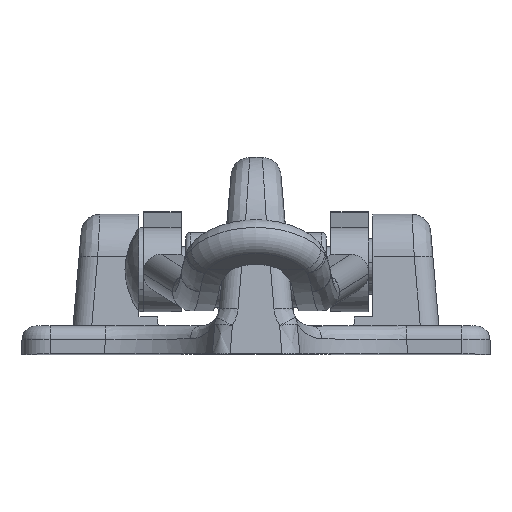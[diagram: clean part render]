
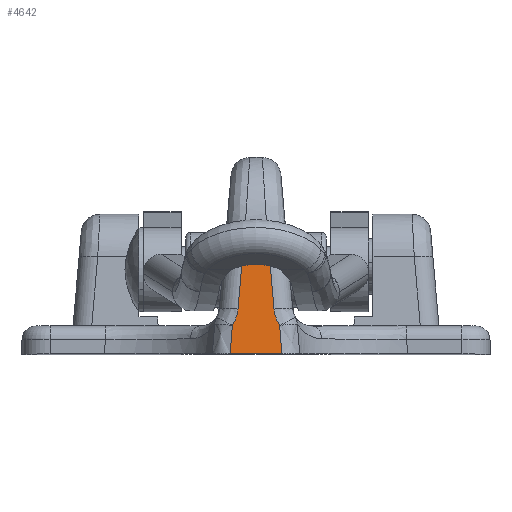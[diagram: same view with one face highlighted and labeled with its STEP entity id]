
A CAD part, top view. The second image highlights one B-rep face of the part: STEP entity #4642.
In plain terms, the highlighted planar face has unit normal (0, 0.087, 0.996).
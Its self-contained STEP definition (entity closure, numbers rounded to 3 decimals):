
#61 = ORIENTED_EDGE ( 'NONE', *, *, #10203, .T. ) ;
#262 = DIRECTION ( 'NONE',  ( 0., -0.996, 0.087 ) ) ;
#273 = CARTESIAN_POINT ( 'NONE',  ( -1.147, 13.697, -1.198 ) ) ;
#503 = ORIENTED_EDGE ( 'NONE', *, *, #714, .T. ) ;
#554 = CARTESIAN_POINT ( 'NONE',  ( -1.923, 4.826, -0.422 ) ) ;
#558 = CARTESIAN_POINT ( 'NONE',  ( 1.923, 4.826, -0.422 ) ) ;
#714 = EDGE_CURVE ( 'NONE', #2181, #6227, #8537, .T. ) ;
#717 = VECTOR ( 'NONE', #9115, 1000. ) ;
#891 = CARTESIAN_POINT ( 'NONE',  ( 2.76, 0., 0. ) ) ;
#946 = EDGE_CURVE ( 'NONE', #2434, #5718, #10900, .T. ) ;
#983 =( BOUNDED_CURVE ( )  B_SPLINE_CURVE ( 3, ( #554, #4637, #8866, #1198 ),
 .UNSPECIFIED., .F., .T. ) 
 B_SPLINE_CURVE_WITH_KNOTS ( ( 4, 4 ),
 ( 1.658, 2.136 ),
 .UNSPECIFIED. ) 
 CURVE ( )  GEOMETRIC_REPRESENTATION_ITEM ( )  RATIONAL_B_SPLINE_CURVE ( ( 1., 0.981, 0.981, 1. ) ) 
 REPRESENTATION_ITEM ( '' )  );
#1147 = VERTEX_POINT ( 'NONE', #5872 ) ;
#1198 = CARTESIAN_POINT ( 'NONE',  ( -2.529, 3.033, -0.265 ) ) ;
#1554 = EDGE_CURVE ( 'NONE', #9051, #1147, #983, .T. ) ;
#1710 = CARTESIAN_POINT ( 'NONE',  ( 2.606, 2.022, -0.177 ) ) ;
#1779 = B_SPLINE_CURVE_WITH_KNOTS ( 'NONE', 3,
 ( #4507, #2187, #8986, #3905, #9806, #4762, #10663 ),
 .UNSPECIFIED., .F., .F.,
 ( 4, 3, 4 ),
 ( 0.011, 0.011, 0.014 ),
 .UNSPECIFIED. ) ;
#1824 = FACE_OUTER_BOUND ( 'NONE', #5148, .T. ) ;
#2181 = VERTEX_POINT ( 'NONE', #891 ) ;
#2187 = CARTESIAN_POINT ( 'NONE',  ( -2.548, 2.782, -0.243 ) ) ;
#2351 = CARTESIAN_POINT ( 'NONE',  ( 1.147, 13.697, -1.198 ) ) ;
#2434 = VERTEX_POINT ( 'NONE', #558 ) ;
#2437 = EDGE_CURVE ( 'NONE', #6227, #2434, #2821, .T. ) ;
#2821 =( BOUNDED_CURVE ( )  B_SPLINE_CURVE ( 3, ( #3450, #6489, #3548, #10019 ),
 .UNSPECIFIED., .F., .T. ) 
 B_SPLINE_CURVE_WITH_KNOTS ( ( 4, 4 ),
 ( 4.147, 4.625 ),
 .UNSPECIFIED. ) 
 CURVE ( )  GEOMETRIC_REPRESENTATION_ITEM ( )  RATIONAL_B_SPLINE_CURVE ( ( 1., 0.981, 0.981, 1. ) ) 
 REPRESENTATION_ITEM ( '' )  );
#2929 = CARTESIAN_POINT ( 'NONE',  ( 2.529, 3.033, -0.265 ) ) ;
#2974 = CARTESIAN_POINT ( 'NONE',  ( 2.683, 1.011, -0.088 ) ) ;
#3450 = CARTESIAN_POINT ( 'NONE',  ( 2.529, 3.033, -0.265 ) ) ;
#3542 = VERTEX_POINT ( 'NONE', #273 ) ;
#3548 = CARTESIAN_POINT ( 'NONE',  ( 1.979, 4.185, -0.366 ) ) ;
#3595 = EDGE_CURVE ( 'NONE', #5718, #3542, #8907, .T. ) ;
#3626 = AXIS2_PLACEMENT_3D ( 'NONE', #5295, #5327, #262 ) ;
#3905 = CARTESIAN_POINT ( 'NONE',  ( -2.586, 2.28, -0.199 ) ) ;
#4405 = VECTOR ( 'NONE', #9543, 1000. ) ;
#4414 = ORIENTED_EDGE ( 'NONE', *, *, #10270, .T. ) ;
#4467 = DIRECTION ( 'NONE',  ( 1., 0., 0. ) ) ;
#4507 = CARTESIAN_POINT ( 'NONE',  ( -2.529, 3.033, -0.265 ) ) ;
#4637 = CARTESIAN_POINT ( 'NONE',  ( -1.979, 4.185, -0.366 ) ) ;
#4642 = ADVANCED_FACE ( 'NONE', ( #1824 ), #8687, .T. ) ;
#4762 = CARTESIAN_POINT ( 'NONE',  ( -2.702, 0.76, -0.066 ) ) ;
#4809 = ORIENTED_EDGE ( 'NONE', *, *, #3595, .T. ) ;
#4941 = ORIENTED_EDGE ( 'NONE', *, *, #10020, .T. ) ;
#4970 = LINE ( 'NONE', #8278, #717 ) ;
#5148 = EDGE_LOOP ( 'NONE', ( #61, #503, #5928, #5667, #4809, #4941, #9160, #4414 ) ) ;
#5295 = CARTESIAN_POINT ( 'NONE',  ( 4.34, 0., 0. ) ) ;
#5327 = DIRECTION ( 'NONE',  ( 0., 0.087, 0.996 ) ) ;
#5380 = LINE ( 'NONE', #9515, #9841 ) ;
#5667 = ORIENTED_EDGE ( 'NONE', *, *, #946, .T. ) ;
#5718 = VERTEX_POINT ( 'NONE', #2351 ) ;
#5872 = CARTESIAN_POINT ( 'NONE',  ( -2.529, 3.033, -0.265 ) ) ;
#5928 = ORIENTED_EDGE ( 'NONE', *, *, #2437, .T. ) ;
#6227 = VERTEX_POINT ( 'NONE', #7656 ) ;
#6489 = CARTESIAN_POINT ( 'NONE',  ( 2.185, 3.576, -0.313 ) ) ;
#7295 = CARTESIAN_POINT ( 'NONE',  ( 1.162, 13.526, -1.183 ) ) ;
#7418 = DIRECTION ( 'NONE',  ( -0.087, 0.992, -0.087 ) ) ;
#7656 = CARTESIAN_POINT ( 'NONE',  ( 2.529, 3.033, -0.265 ) ) ;
#8278 = CARTESIAN_POINT ( 'NONE',  ( -2.097, 2.828, -0.247 ) ) ;
#8537 = B_SPLINE_CURVE_WITH_KNOTS ( 'NONE', 3,
 ( #9275, #2974, #1710, #2929 ),
 .UNSPECIFIED., .F., .F.,
 ( 4, 4 ),
 ( 0., 0.003 ),
 .UNSPECIFIED. ) ;
#8682 = VECTOR ( 'NONE', #7418, 1000. ) ;
#8687 = PLANE ( 'NONE',  #3626 ) ;
#8788 = VERTEX_POINT ( 'NONE', #10590 ) ;
#8866 = CARTESIAN_POINT ( 'NONE',  ( -2.185, 3.576, -0.313 ) ) ;
#8907 = LINE ( 'NONE', #10089, #4405 ) ;
#8986 = CARTESIAN_POINT ( 'NONE',  ( -2.567, 2.531, -0.221 ) ) ;
#9051 = VERTEX_POINT ( 'NONE', #10180 ) ;
#9115 = DIRECTION ( 'NONE',  ( -0.087, -0.992, 0.087 ) ) ;
#9160 = ORIENTED_EDGE ( 'NONE', *, *, #1554, .T. ) ;
#9275 = CARTESIAN_POINT ( 'NONE',  ( 2.76, 0., 0. ) ) ;
#9515 = CARTESIAN_POINT ( 'NONE',  ( 4.34, 0., 0. ) ) ;
#9543 = DIRECTION ( 'NONE',  ( -1., 0., 0. ) ) ;
#9806 = CARTESIAN_POINT ( 'NONE',  ( -2.644, 1.52, -0.133 ) ) ;
#9841 = VECTOR ( 'NONE', #4467, 1000. ) ;
#10019 = CARTESIAN_POINT ( 'NONE',  ( 1.923, 4.826, -0.422 ) ) ;
#10020 = EDGE_CURVE ( 'NONE', #3542, #9051, #4970, .T. ) ;
#10089 = CARTESIAN_POINT ( 'NONE',  ( 4.34, 13.697, -1.198 ) ) ;
#10180 = CARTESIAN_POINT ( 'NONE',  ( -1.923, 4.826, -0.422 ) ) ;
#10203 = EDGE_CURVE ( 'NONE', #8788, #2181, #5380, .T. ) ;
#10270 = EDGE_CURVE ( 'NONE', #1147, #8788, #1779, .T. ) ;
#10590 = CARTESIAN_POINT ( 'NONE',  ( -2.76, 0., 0. ) ) ;
#10663 = CARTESIAN_POINT ( 'NONE',  ( -2.76, 0., 0. ) ) ;
#10900 = LINE ( 'NONE', #7295, #8682 ) ;
